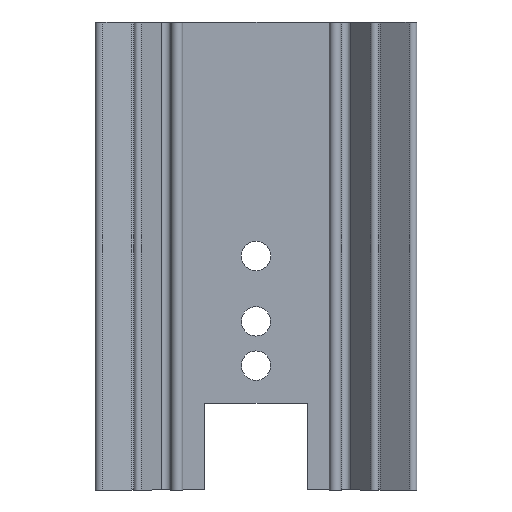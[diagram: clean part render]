
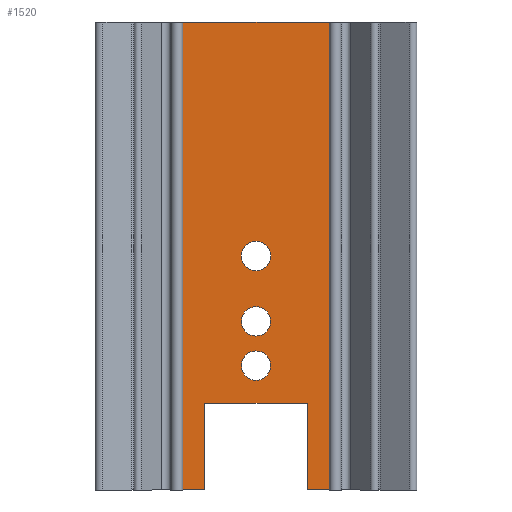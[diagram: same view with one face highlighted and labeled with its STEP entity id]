
A CAD part, front view. The second image highlights one B-rep face of the part: STEP entity #1520.
In plain terms, the highlighted planar face has unit normal (0, -1, 0).
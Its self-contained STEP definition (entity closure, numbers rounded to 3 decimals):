
#80 = VERTEX_POINT('',#81);
#81 = CARTESIAN_POINT('',(-5.55,-0.785,0.));
#87 = EDGE_CURVE('',#80,#88,#90,.T.);
#88 = VERTEX_POINT('',#89);
#89 = CARTESIAN_POINT('',(-7.94,-0.785,0.));
#90 = LINE('',#91,#92);
#91 = CARTESIAN_POINT('',(7.94,-0.785,0.));
#92 = VECTOR('',#93,1.);
#93 = DIRECTION('',(-1.,0.,-0.));
#703 = VERTEX_POINT('',#704);
#704 = CARTESIAN_POINT('',(-7.94,-0.785,50.8));
#710 = EDGE_CURVE('',#703,#711,#713,.T.);
#711 = VERTEX_POINT('',#712);
#712 = CARTESIAN_POINT('',(7.94,-0.785,50.8));
#713 = LINE('',#714,#715);
#714 = CARTESIAN_POINT('',(-12.5,-0.785,50.8));
#715 = VECTOR('',#716,1.);
#716 = DIRECTION('',(1.,0.,0.));
#1510 = EDGE_CURVE('',#88,#703,#1511,.T.);
#1511 = LINE('',#1512,#1513);
#1512 = CARTESIAN_POINT('',(-7.94,-0.785,0.));
#1513 = VECTOR('',#1514,1.);
#1514 = DIRECTION('',(0.,0.,1.));
#1520 = ADVANCED_FACE('',(#1521,#1564,#1575,#1586),#1597,.T.);
#1521 = FACE_BOUND('',#1522,.F.);
#1522 = EDGE_LOOP('',(#1523,#1531,#1532,#1533,#1534,#1542,#1550,#1558));
#1523 = ORIENTED_EDGE('',*,*,#1524,.T.);
#1524 = EDGE_CURVE('',#1525,#80,#1527,.T.);
#1525 = VERTEX_POINT('',#1526);
#1526 = CARTESIAN_POINT('',(-5.55,-0.785,9.4));
#1527 = LINE('',#1528,#1529);
#1528 = CARTESIAN_POINT('',(-5.55,-0.785,9.4));
#1529 = VECTOR('',#1530,1.);
#1530 = DIRECTION('',(0.,0.,-1.));
#1531 = ORIENTED_EDGE('',*,*,#87,.T.);
#1532 = ORIENTED_EDGE('',*,*,#1510,.T.);
#1533 = ORIENTED_EDGE('',*,*,#710,.T.);
#1534 = ORIENTED_EDGE('',*,*,#1535,.F.);
#1535 = EDGE_CURVE('',#1536,#711,#1538,.T.);
#1536 = VERTEX_POINT('',#1537);
#1537 = CARTESIAN_POINT('',(7.94,-0.785,0.));
#1538 = LINE('',#1539,#1540);
#1539 = CARTESIAN_POINT('',(7.94,-0.785,0.));
#1540 = VECTOR('',#1541,1.);
#1541 = DIRECTION('',(0.,0.,1.));
#1542 = ORIENTED_EDGE('',*,*,#1543,.T.);
#1543 = EDGE_CURVE('',#1536,#1544,#1546,.T.);
#1544 = VERTEX_POINT('',#1545);
#1545 = CARTESIAN_POINT('',(5.55,-0.785,0.));
#1546 = LINE('',#1547,#1548);
#1547 = CARTESIAN_POINT('',(7.94,-0.785,0.));
#1548 = VECTOR('',#1549,1.);
#1549 = DIRECTION('',(-1.,0.,-0.));
#1550 = ORIENTED_EDGE('',*,*,#1551,.T.);
#1551 = EDGE_CURVE('',#1544,#1552,#1554,.T.);
#1552 = VERTEX_POINT('',#1553);
#1553 = CARTESIAN_POINT('',(5.55,-0.785,9.4));
#1554 = LINE('',#1555,#1556);
#1555 = CARTESIAN_POINT('',(5.55,-0.785,0.));
#1556 = VECTOR('',#1557,1.);
#1557 = DIRECTION('',(0.,0.,1.));
#1558 = ORIENTED_EDGE('',*,*,#1559,.T.);
#1559 = EDGE_CURVE('',#1552,#1525,#1560,.T.);
#1560 = LINE('',#1561,#1562);
#1561 = CARTESIAN_POINT('',(5.55,-0.785,9.4));
#1562 = VECTOR('',#1563,1.);
#1563 = DIRECTION('',(-1.,0.,0.));
#1564 = FACE_BOUND('',#1565,.F.);
#1565 = EDGE_LOOP('',(#1566));
#1566 = ORIENTED_EDGE('',*,*,#1567,.T.);
#1567 = EDGE_CURVE('',#1568,#1568,#1570,.T.);
#1568 = VERTEX_POINT('',#1569);
#1569 = CARTESIAN_POINT('',(1.59,-0.785,13.5));
#1570 = CIRCLE('',#1571,1.59);
#1571 = AXIS2_PLACEMENT_3D('',#1572,#1573,#1574);
#1572 = CARTESIAN_POINT('',(0.,-0.785,13.5));
#1573 = DIRECTION('',(0.,-1.,0.));
#1574 = DIRECTION('',(1.,0.,0.));
#1575 = FACE_BOUND('',#1576,.F.);
#1576 = EDGE_LOOP('',(#1577));
#1577 = ORIENTED_EDGE('',*,*,#1578,.T.);
#1578 = EDGE_CURVE('',#1579,#1579,#1581,.T.);
#1579 = VERTEX_POINT('',#1580);
#1580 = CARTESIAN_POINT('',(1.59,-0.785,18.3));
#1581 = CIRCLE('',#1582,1.59);
#1582 = AXIS2_PLACEMENT_3D('',#1583,#1584,#1585);
#1583 = CARTESIAN_POINT('',(0.,-0.785,18.3));
#1584 = DIRECTION('',(0.,-1.,0.));
#1585 = DIRECTION('',(1.,0.,0.));
#1586 = FACE_BOUND('',#1587,.F.);
#1587 = EDGE_LOOP('',(#1588));
#1588 = ORIENTED_EDGE('',*,*,#1589,.F.);
#1589 = EDGE_CURVE('',#1590,#1590,#1592,.T.);
#1590 = VERTEX_POINT('',#1591);
#1591 = CARTESIAN_POINT('',(1.59,-0.785,25.4));
#1592 = CIRCLE('',#1593,1.59);
#1593 = AXIS2_PLACEMENT_3D('',#1594,#1595,#1596);
#1594 = CARTESIAN_POINT('',(0.,-0.785,25.4));
#1595 = DIRECTION('',(0.,1.,0.));
#1596 = DIRECTION('',(1.,0.,0.));
#1597 = PLANE('',#1598);
#1598 = AXIS2_PLACEMENT_3D('',#1599,#1600,#1601);
#1599 = CARTESIAN_POINT('',(0.,-0.785,32.5));
#1600 = DIRECTION('',(-0.,-1.,0.));
#1601 = DIRECTION('',(0.,0.,-1.));
